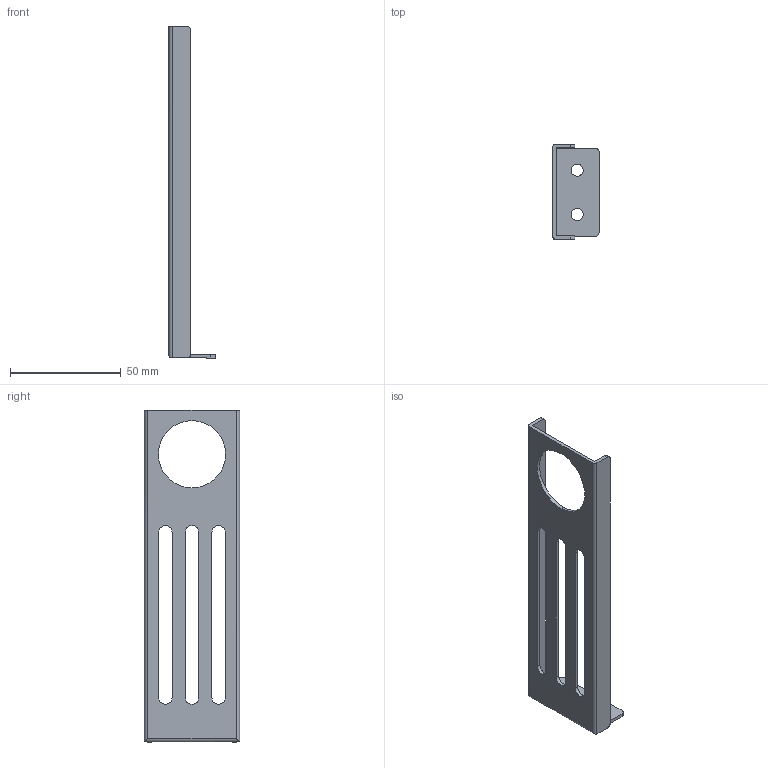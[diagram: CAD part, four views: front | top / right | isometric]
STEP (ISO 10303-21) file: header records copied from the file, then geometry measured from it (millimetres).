
FILE_DESCRIPTION (( 'STEP AP214' ), '1' );
FILE_NAME ('Support frame.step', '2018-06-21T12:59:51', ( 'User' ), ( 'china' ), 'SwSTEP 2.0', 'SolidWorks 2016', '' );
FILE_SCHEMA (( 'AUTOMOTIVE_DESIGN' ));
Length unit declared in the file: millimetre
Products named in the file (1): Support frame
Bounding box: 21 x 43 x 150 mm (x, y, z)
Volume: 11191.8 mm3; surface area: 16505.7 mm2
Topology: 1 solids, 1 shells, 52 faces, 152 edges, 98 vertices
Faces by surface type: cylinder 26, plane 26
Entity records: 1796 total; most frequent: DIRECTION 310, CARTESIAN_POINT 309, ORIENTED_EDGE 304, EDGE_CURVE 152, AXIS2_PLACEMENT_3D 107, VERTEX_POINT 98, LINE 96, VECTOR 96
